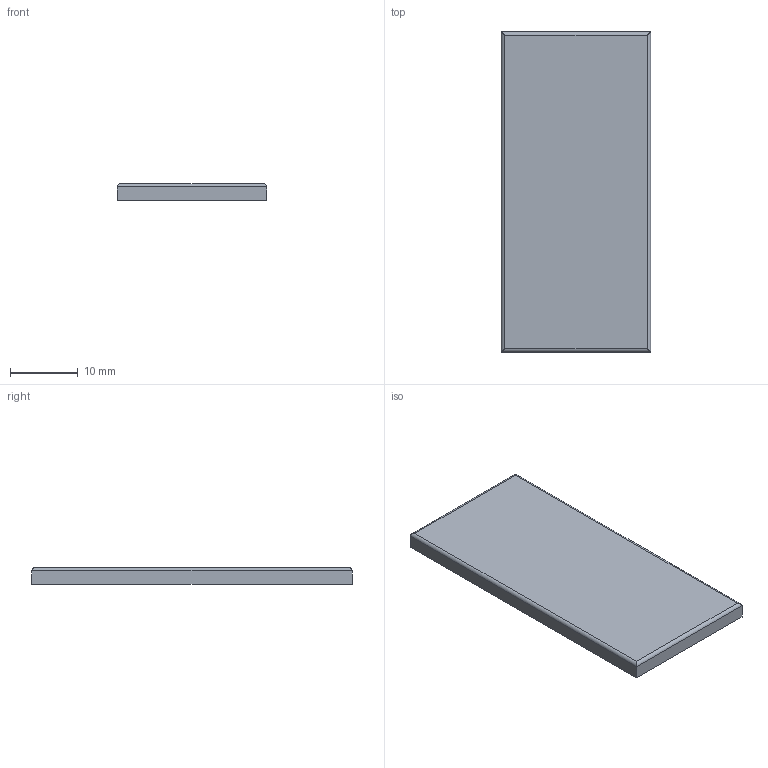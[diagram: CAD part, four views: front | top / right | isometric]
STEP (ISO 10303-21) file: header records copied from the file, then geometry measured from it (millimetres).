
FILE_DESCRIPTION(('FreeCAD Model'),'2;1');
FILE_NAME('HEK_Casing_Top.step', '2021-12-16T10:20:43',('Author'),(''), 'Open CASCADE STEP processor 7.3','FreeCAD','Unknown');
FILE_SCHEMA(('AUTOMOTIVE_DESIGN { 1 0 10303 214 1 1 1 1 }'));
Length unit declared in the file: millimetre
Products named in the file (2): CasingTop; Body
Assembly tree (1 placements, depth 2):
  CasingTop
    Body
Bounding box: 22 x 47.2 x 2.5 mm (x, y, z)
Volume: 812 mm3; surface area: 2651.8 mm2
Topology: 1 solids, 1 shells, 20 faces, 44 edges, 28 vertices
Faces by surface type: plane 16, cylinder 4
Entity records: 1199 total; most frequent: CARTESIAN_POINT 246, DIRECTION 172, LINE 120, VECTOR 120, ORIENTED_EDGE 88, PCURVE 88, DEFINITIONAL_REPRESENTATION 88, EDGE_CURVE 44
